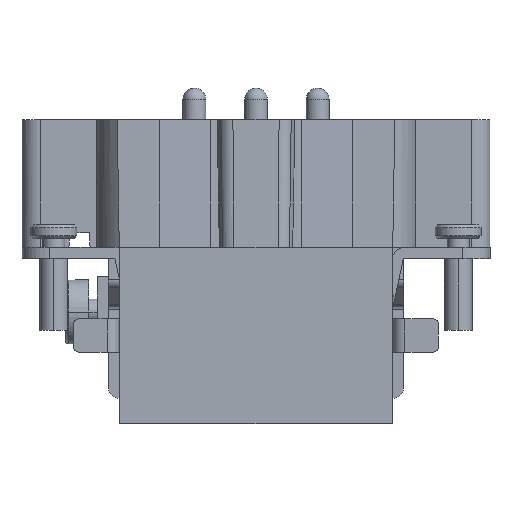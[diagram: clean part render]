
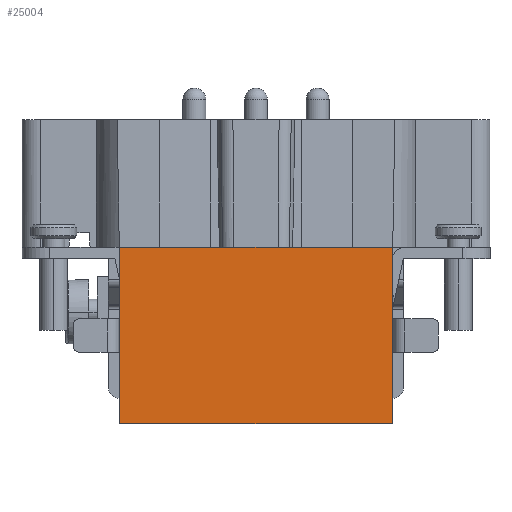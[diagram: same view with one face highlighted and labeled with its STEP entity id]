
A CAD part, left-side view. The second image highlights one B-rep face of the part: STEP entity #25004.
In plain terms, the highlighted planar face has unit normal (-1, 0, 0).
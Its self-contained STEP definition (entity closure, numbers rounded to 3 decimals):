
#392=DIRECTION('',(0.,-1.,0.));
#393=VECTOR('',#392,29.7);
#394=CARTESIAN_POINT('',(-16.95,14.85,0.));
#395=LINE('',#394,#393);
#5716=DIRECTION('',(0.,0.,-1.));
#5717=VECTOR('',#5716,19.2);
#5718=CARTESIAN_POINT('',(-16.95,-14.85,0.));
#5719=LINE('',#5718,#5717);
#6051=DIRECTION('',(0.,1.,0.));
#6052=VECTOR('',#6051,29.7);
#6053=CARTESIAN_POINT('',(-16.95,-14.85,-19.2));
#6054=LINE('',#6053,#6052);
#7043=DIRECTION('',(0.,0.,-1.));
#7044=VECTOR('',#7043,19.2);
#7045=CARTESIAN_POINT('',(-16.95,14.85,0.));
#7046=LINE('',#7045,#7044);
#13311=CARTESIAN_POINT('',(-16.95,14.85,0.));
#13312=CARTESIAN_POINT('',(-16.95,-14.85,0.));
#13313=VERTEX_POINT('',#13311);
#13314=VERTEX_POINT('',#13312);
#13319=CARTESIAN_POINT('',(-16.95,-14.85,-19.2));
#13320=VERTEX_POINT('',#13319);
#13321=CARTESIAN_POINT('',(-16.95,14.85,-19.2));
#13322=VERTEX_POINT('',#13321);
#24993=CARTESIAN_POINT('',(-16.95,13.86,0.));
#24994=DIRECTION('',(1.,0.,0.));
#24995=DIRECTION('',(0.,-1.,0.));
#24996=AXIS2_PLACEMENT_3D('',#24993,#24994,#24995);
#24997=PLANE('',#24996);
#24998=ORIENTED_EDGE('',*,*,#17314,.T.);
#24999=ORIENTED_EDGE('',*,*,#24010,.T.);
#25000=ORIENTED_EDGE('',*,*,#24450,.T.);
#25001=ORIENTED_EDGE('',*,*,#17769,.F.);
#25002=EDGE_LOOP('',(#24998,#24999,#25000,#25001));
#25003=FACE_OUTER_BOUND('',#25002,.F.);
#25004=ADVANCED_FACE('',(#25003),#24997,.F.);
#17314=EDGE_CURVE('',#13313,#13314,#395,.T.);
#17769=EDGE_CURVE('',#13313,#13322,#7046,.T.);
#24010=EDGE_CURVE('',#13314,#13320,#5719,.T.);
#24450=EDGE_CURVE('',#13320,#13322,#6054,.T.);
